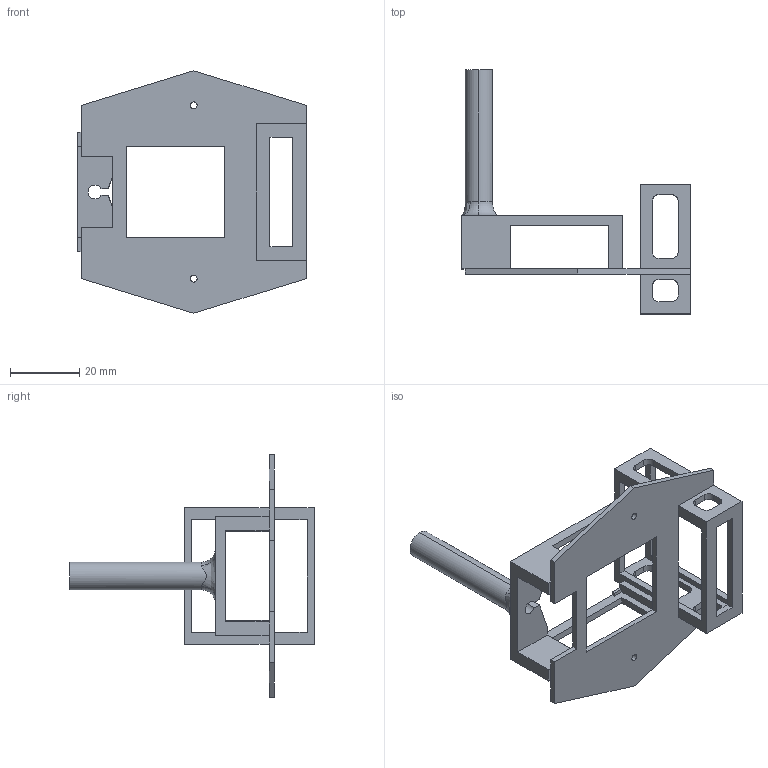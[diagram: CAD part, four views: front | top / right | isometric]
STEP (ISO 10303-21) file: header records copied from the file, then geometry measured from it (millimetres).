
FILE_DESCRIPTION (( 'STEP AP214' ), '1' );
FILE_NAME ('o3天空端架和风扇架.STEP', '2025-04-10T07:11:33', ( '' ), ( '' ), 'SwSTEP 2.0', 'SolidWorks 2023', '' );
FILE_SCHEMA (( 'AUTOMOTIVE_DESIGN' ));
Length unit declared in the file: millimetre
Products named in the file (1): o3天空端架和风扇架
Bounding box: 66 x 70.5 x 70 mm (x, y, z)
Volume: 10976.7 mm3; surface area: 13654.9 mm2
Topology: 1 solids, 1 shells, 124 faces, 379 edges, 249 vertices
Faces by surface type: plane 95, cylinder 25, torus 3, bspline 1
Entity records: 4413 total; most frequent: CARTESIAN_POINT 903, ORIENTED_EDGE 758, DIRECTION 683, EDGE_CURVE 379, VECTOR 317, LINE 317, VERTEX_POINT 249, AXIS2_PLACEMENT_3D 183
